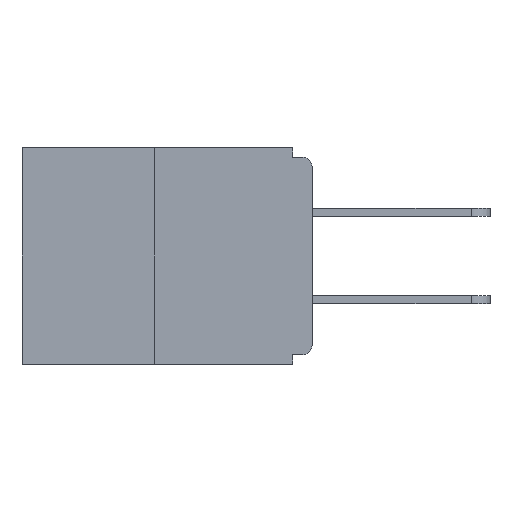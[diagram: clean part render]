
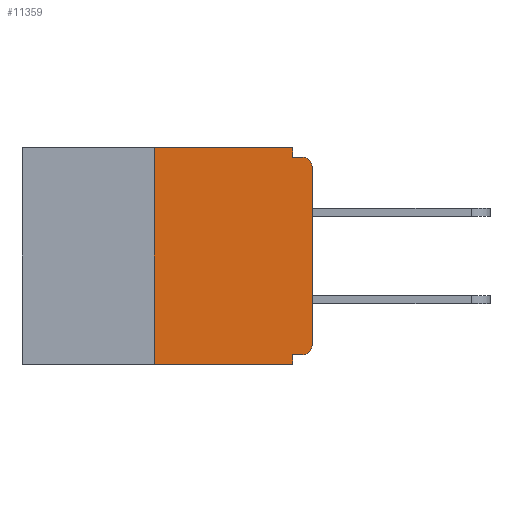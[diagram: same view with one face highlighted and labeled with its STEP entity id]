
A CAD part, left-side view. The second image highlights one B-rep face of the part: STEP entity #11359.
In plain terms, the highlighted planar face has unit normal (-1, 0, 0).
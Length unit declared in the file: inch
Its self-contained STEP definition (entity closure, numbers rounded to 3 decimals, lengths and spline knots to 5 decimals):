
#364 = CARTESIAN_POINT ( 'NONE',  ( 0., 0.031, 0. ) ) ;
#430 = DIRECTION ( 'NONE',  ( 1., 0., 0. ) ) ;
#1771 = EDGE_CURVE ( 'NONE', #14367, #14531, #2531, .T. ) ;
#2054 = FACE_OUTER_BOUND ( 'NONE', #5104, .T. ) ;
#2064 = DIRECTION ( 'NONE',  ( 0., 1., 0. ) ) ;
#2531 = LINE ( 'NONE', #5609, #12123 ) ;
#2759 = CARTESIAN_POINT ( 'NONE',  ( 0., 0., 0. ) ) ;
#2781 = CIRCLE ( 'NONE', #12927, 0.015 ) ;
#2929 = DIRECTION ( 'NONE',  ( 0., 0., -1. ) ) ;
#2984 = PLANE ( 'NONE',  #7630 ) ;
#2997 = CARTESIAN_POINT ( 'NONE',  ( 0., 0.46, -0.343 ) ) ;
#3199 = VECTOR ( 'NONE', #10969, 39.37008 ) ;
#3416 = CARTESIAN_POINT ( 'NONE',  ( 0., 0., -0.313 ) ) ;
#3590 = CARTESIAN_POINT ( 'NONE',  ( 0., 0.031, -0.343 ) ) ;
#3879 = CARTESIAN_POINT ( 'NONE',  ( 0., 0.031, 0. ) ) ;
#4050 = ORIENTED_EDGE ( 'NONE', *, *, #10917, .F. ) ;
#4363 = CARTESIAN_POINT ( 'NONE',  ( 0., 0.46, 0. ) ) ;
#4414 = VECTOR ( 'NONE', #2064, 39.37008 ) ;
#4786 = ORIENTED_EDGE ( 'NONE', *, *, #13170, .T. ) ;
#4909 = VERTEX_POINT ( 'NONE', #6731 ) ;
#4919 = EDGE_CURVE ( 'NONE', #14148, #9890, #16599, .T. ) ;
#5060 = VERTEX_POINT ( 'NONE', #3416 ) ;
#5104 = EDGE_LOOP ( 'NONE', ( #4050, #16016, #4786, #13606, #12293, #9309, #6722, #8804, #16372, #11642 ) ) ;
#5224 = AXIS2_PLACEMENT_3D ( 'NONE', #14073, #7656, #8962 ) ;
#5367 = CARTESIAN_POINT ( 'NONE',  ( 0., 0.031, -0.015 ) ) ;
#5591 = CARTESIAN_POINT ( 'NONE',  ( 0., 0.46, 0. ) ) ;
#5609 = CARTESIAN_POINT ( 'NONE',  ( 0., 0.25, 0. ) ) ;
#6011 = CARTESIAN_POINT ( 'NONE',  ( 0., 0.25, 0. ) ) ;
#6365 = CARTESIAN_POINT ( 'NONE',  ( 0., 0.015, -0.03 ) ) ;
#6720 = LINE ( 'NONE', #4363, #11005 ) ;
#6722 = ORIENTED_EDGE ( 'NONE', *, *, #9917, .T. ) ;
#6731 = CARTESIAN_POINT ( 'NONE',  ( 0., 0.015, -0.015 ) ) ;
#6747 = CARTESIAN_POINT ( 'NONE',  ( 0., 0.015, -0.328 ) ) ;
#6793 = CARTESIAN_POINT ( 'NONE',  ( 0., 0., -0.015 ) ) ;
#7630 = AXIS2_PLACEMENT_3D ( 'NONE', #5591, #430, #2929 ) ;
#7656 = DIRECTION ( 'NONE',  ( -1., 0., 0. ) ) ;
#8533 = CARTESIAN_POINT ( 'NONE',  ( 0., 0., -0.328 ) ) ;
#8761 = CARTESIAN_POINT ( 'NONE',  ( 0., 0.031, -0.328 ) ) ;
#8804 = ORIENTED_EDGE ( 'NONE', *, *, #12914, .T. ) ;
#8962 = DIRECTION ( 'NONE',  ( 0., 0., -1. ) ) ;
#9100 = LINE ( 'NONE', #2997, #3199 ) ;
#9309 = ORIENTED_EDGE ( 'NONE', *, *, #11183, .T. ) ;
#9890 = VERTEX_POINT ( 'NONE', #5367 ) ;
#9917 = EDGE_CURVE ( 'NONE', #5060, #12604, #11265, .T. ) ;
#10167 = DIRECTION ( 'NONE',  ( 0., 0., 1. ) ) ;
#10291 = DIRECTION ( 'NONE',  ( -1., 0., 0. ) ) ;
#10345 = DIRECTION ( 'NONE',  ( 0., 0., -1. ) ) ;
#10658 = VECTOR ( 'NONE', #11567, 39.37008 ) ;
#10860 = LINE ( 'NONE', #3590, #10658 ) ;
#10917 = EDGE_CURVE ( 'NONE', #14531, #14148, #6720, .T. ) ;
#10969 = DIRECTION ( 'NONE',  ( 0., -1., 0. ) ) ;
#11005 = VECTOR ( 'NONE', #13681, 39.37008 ) ;
#11039 = VECTOR ( 'NONE', #10167, 39.37008 ) ;
#11107 = VERTEX_POINT ( 'NONE', #11378 ) ;
#11183 = EDGE_CURVE ( 'NONE', #14474, #5060, #12839, .T. ) ;
#11265 = LINE ( 'NONE', #2759, #11039 ) ;
#11359 = ADVANCED_FACE ( 'NONE', ( #2054 ), #2984, .F. ) ;
#11378 = CARTESIAN_POINT ( 'NONE',  ( 0., 0.031, -0.343 ) ) ;
#11415 = EDGE_CURVE ( 'NONE', #9890, #4909, #14245, .T. ) ;
#11567 = DIRECTION ( 'NONE',  ( 0., 0., -1. ) ) ;
#11642 = ORIENTED_EDGE ( 'NONE', *, *, #4919, .F. ) ;
#11663 = CARTESIAN_POINT ( 'NONE',  ( 0., 0.25, -0.343 ) ) ;
#11806 = VERTEX_POINT ( 'NONE', #8761 ) ;
#11991 = DIRECTION ( 'NONE',  ( 0., 0., -1. ) ) ;
#12123 = VECTOR ( 'NONE', #14628, 39.37008 ) ;
#12293 = ORIENTED_EDGE ( 'NONE', *, *, #15657, .F. ) ;
#12604 = VERTEX_POINT ( 'NONE', #13528 ) ;
#12839 = CIRCLE ( 'NONE', #5224, 0.015 ) ;
#12914 = EDGE_CURVE ( 'NONE', #12604, #4909, #2781, .T. ) ;
#12927 = AXIS2_PLACEMENT_3D ( 'NONE', #6365, #10291, #10345 ) ;
#13170 = EDGE_CURVE ( 'NONE', #14367, #11107, #9100, .T. ) ;
#13411 = LINE ( 'NONE', #8533, #4414 ) ;
#13528 = CARTESIAN_POINT ( 'NONE',  ( 0., 0., -0.03 ) ) ;
#13606 = ORIENTED_EDGE ( 'NONE', *, *, #15377, .F. ) ;
#13681 = DIRECTION ( 'NONE',  ( 0., -1., 0. ) ) ;
#13753 = VECTOR ( 'NONE', #11991, 39.37008 ) ;
#14073 = CARTESIAN_POINT ( 'NONE',  ( 0., 0.015, -0.313 ) ) ;
#14148 = VERTEX_POINT ( 'NONE', #3879 ) ;
#14245 = LINE ( 'NONE', #6793, #14261 ) ;
#14261 = VECTOR ( 'NONE', #14669, 39.37008 ) ;
#14367 = VERTEX_POINT ( 'NONE', #11663 ) ;
#14474 = VERTEX_POINT ( 'NONE', #6747 ) ;
#14531 = VERTEX_POINT ( 'NONE', #6011 ) ;
#14628 = DIRECTION ( 'NONE',  ( 0., 0., 1. ) ) ;
#14669 = DIRECTION ( 'NONE',  ( 0., -1., 0. ) ) ;
#15377 = EDGE_CURVE ( 'NONE', #11806, #11107, #10860, .T. ) ;
#15657 = EDGE_CURVE ( 'NONE', #14474, #11806, #13411, .T. ) ;
#16016 = ORIENTED_EDGE ( 'NONE', *, *, #1771, .F. ) ;
#16372 = ORIENTED_EDGE ( 'NONE', *, *, #11415, .F. ) ;
#16599 = LINE ( 'NONE', #364, #13753 ) ;
